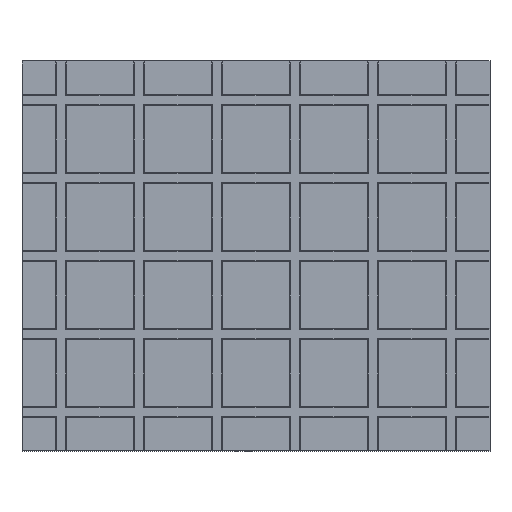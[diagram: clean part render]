
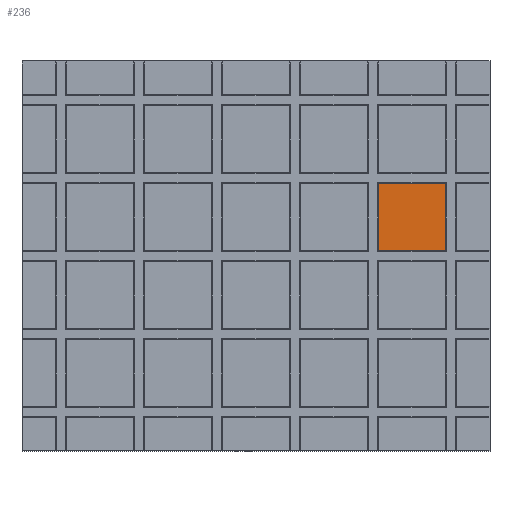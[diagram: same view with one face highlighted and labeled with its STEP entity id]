
A CAD part, top view. The second image highlights one B-rep face of the part: STEP entity #236.
In plain terms, the highlighted planar face has unit normal (0, 0, 1).
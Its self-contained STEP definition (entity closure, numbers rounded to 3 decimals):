
#236 = ADVANCED_FACE( '', ( #986 ), #987, .T. );
#986 = FACE_OUTER_BOUND( '', #2162, .T. );
#987 = PLANE( '', #2163 );
#2162 = EDGE_LOOP( '', ( #4655, #4656, #4657, #4658 ) );
#2163 = AXIS2_PLACEMENT_3D( '', #4659, #4660, #4661 );
#4655 = ORIENTED_EDGE( '', *, *, #8041, .F. );
#4656 = ORIENTED_EDGE( '', *, *, #8272, .T. );
#4657 = ORIENTED_EDGE( '', *, *, #8440, .T. );
#4658 = ORIENTED_EDGE( '', *, *, #8441, .F. );
#4659 = CARTESIAN_POINT( '', ( -300., -250., 60. ) );
#4660 = DIRECTION( '', ( 0., 0., 1. ) );
#4661 = DIRECTION( '', ( 1., 0., 0. ) );
#8041 = EDGE_CURVE( '', #9889, #9890, #9891, .T. );
#8272 = EDGE_CURVE( '', #9889, #10275, #10276, .T. );
#8440 = EDGE_CURVE( '', #10275, #10557, #10558, .T. );
#8441 = EDGE_CURVE( '', #9890, #10557, #10559, .T. );
#9889 = VERTEX_POINT( '', #12774 );
#9890 = VERTEX_POINT( '', #12775 );
#9891 = LINE( '', #12776, #12777 );
#10275 = VERTEX_POINT( '', #13391 );
#10276 = LINE( '', #13392, #13393 );
#10557 = VERTEX_POINT( '', #13841 );
#10558 = LINE( '', #13842, #13843 );
#10559 = LINE( '', #13844, #13845 );
#12774 = CARTESIAN_POINT( '', ( 157., 93., 60. ) );
#12775 = CARTESIAN_POINT( '', ( 243., 93., 60. ) );
#12776 = CARTESIAN_POINT( '', ( -483.326, 93., 60. ) );
#12777 = VECTOR( '', #15977, 1000. );
#13391 = CARTESIAN_POINT( '', ( 157., 7., 60. ) );
#13392 = CARTESIAN_POINT( '', ( 157., 533.326, 60. ) );
#13393 = VECTOR( '', #16208, 1000. );
#13841 = CARTESIAN_POINT( '', ( 243., 7., 60. ) );
#13842 = CARTESIAN_POINT( '', ( -483.326, 7., 60. ) );
#13843 = VECTOR( '', #16376, 1000. );
#13844 = CARTESIAN_POINT( '', ( 243., 533.326, 60. ) );
#13845 = VECTOR( '', #16377, 1000. );
#15977 = DIRECTION( '', ( 1., 0., 0. ) );
#16208 = DIRECTION( '', ( 0., -1., 0. ) );
#16376 = DIRECTION( '', ( 1., 0., 0. ) );
#16377 = DIRECTION( '', ( 0., -1., 0. ) );
